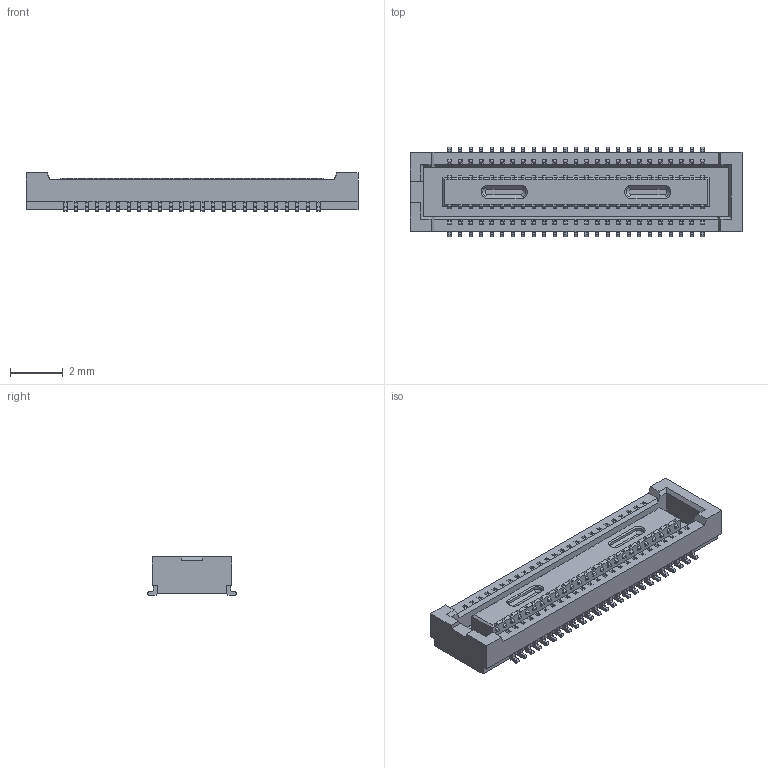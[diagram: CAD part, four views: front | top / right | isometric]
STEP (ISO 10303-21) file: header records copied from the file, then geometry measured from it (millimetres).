
FILE_DESCRIPTION( ('This file contains a STEP AP42 implementation' ,'as created by ZW3D STEP Interface translator.') ,'2;1' );
FILE_NAME( '3630-SXXX-014GXR01.stp' ,'23 313.104017', (''), ('ZWCAD Software Co.'), 'Version 1.0', 'ZW3D to STEP translator', '' );
FILE_SCHEMA(('AUTOMOTIVE_DESIGN { 1 0 10303 214 1 1 1 1 }'));
Length unit declared in the file: millimetre
Products named in the file (2): 0; 3630-SXXX-014GXR01
Bounding box: 12.6 x 3.38 x 1.45 mm (x, y, z)
Volume: 33.2 mm3; surface area: 238.9 mm2
Topology: 1 solids, 1 shells, 2878 faces, 9061 edges, 5838 vertices
Faces by surface type: plane 2158, cylinder 712, bspline 8
Entity records: 103811 total; most frequent: CARTESIAN_POINT 18595, ORIENTED_EDGE 18122, DIRECTION 16313, EDGE_CURVE 9061, VECTOR 7471, LINE 7471, VERTEX_POINT 5838, AXIS2_PLACEMENT_3D 4421
